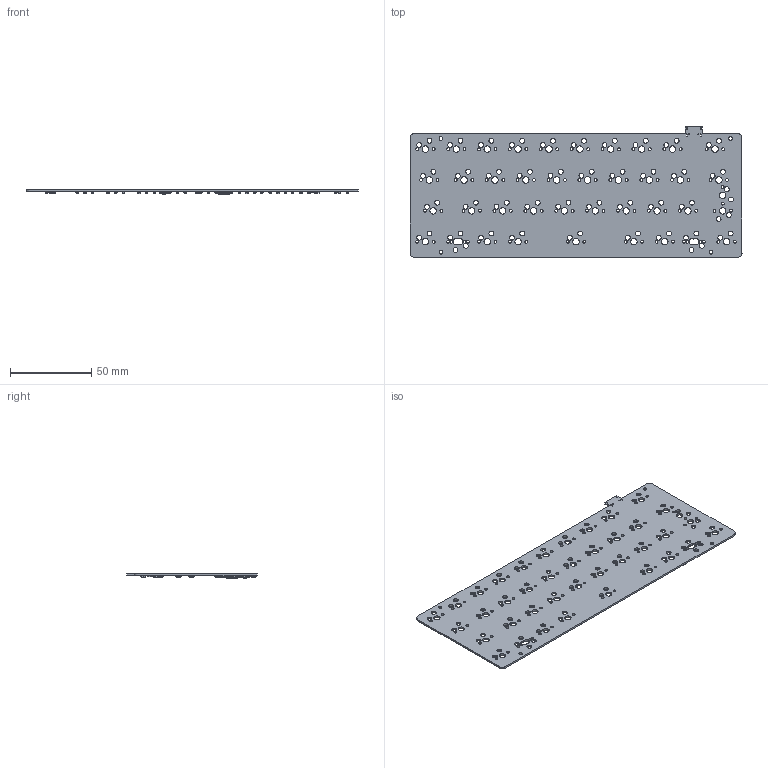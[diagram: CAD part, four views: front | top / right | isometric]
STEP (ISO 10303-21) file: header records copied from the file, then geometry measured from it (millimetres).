
FILE_DESCRIPTION(('KiCad electronic assembly'),'2;1');
FILE_NAME('isoqaz.step','2025-06-05T20:56:36',('Pcbnew'),('Kicad'), 'Open CASCADE STEP processor 7.8','KiCad to STEP converter','Unknown' );
FILE_SCHEMA(('AUTOMOTIVE_DESIGN { 1 0 10303 214 1 1 1 1 }'));
Length unit declared in the file: millimetre
Products named in the file (11): isoqaz 1; D_SOD-123; C_0402_1005Metric; LQFP-48_7x7mm_P0.5mm; SW_SPST_TL3342; SOT-143; SOT-23; R_0402_1005Metric; Fuse_1206_3216Metric; C_0603_1608Metric; isoqaz_PCB
Assembly tree (60 placements, depth 2):
  isoqaz 1
    D_SOD-123  x39
    C_0402_1005Metric  x9
    LQFP-48_7x7mm_P0.5mm
    SW_SPST_TL3342  x2
    SOT-143
    SOT-23
    R_0402_1005Metric  x4
    Fuse_1206_3216Metric
    C_0603_1608Metric
    isoqaz_PCB
Bounding box: 204.79 x 80.42 x 2.73 mm (x, y, z)
Volume: 16209.8 mm3; surface area: 32503.7 mm2
Topology: 60 solids, 62 shells, 4593 faces, 11397 edges, 7002 vertices
Faces by surface type: plane 2411, bspline 1181, cylinder 999, torus 2
Full cylindrical faces by diameter (mm): 0.5 x1, 0.65 x2, 1.75 x84, 2 x2, 2.2 x4, 3 x84, 3.988 x38
Entity records: 62187 total; most frequent: CARTESIAN_POINT 12903, ORIENTED_EDGE 8344, DIRECTION 7922, EDGE_CURVE 4172, LINE 2894, VECTOR 2894, VERTEX_POINT 2655, AXIS2_PLACEMENT_3D 2514
